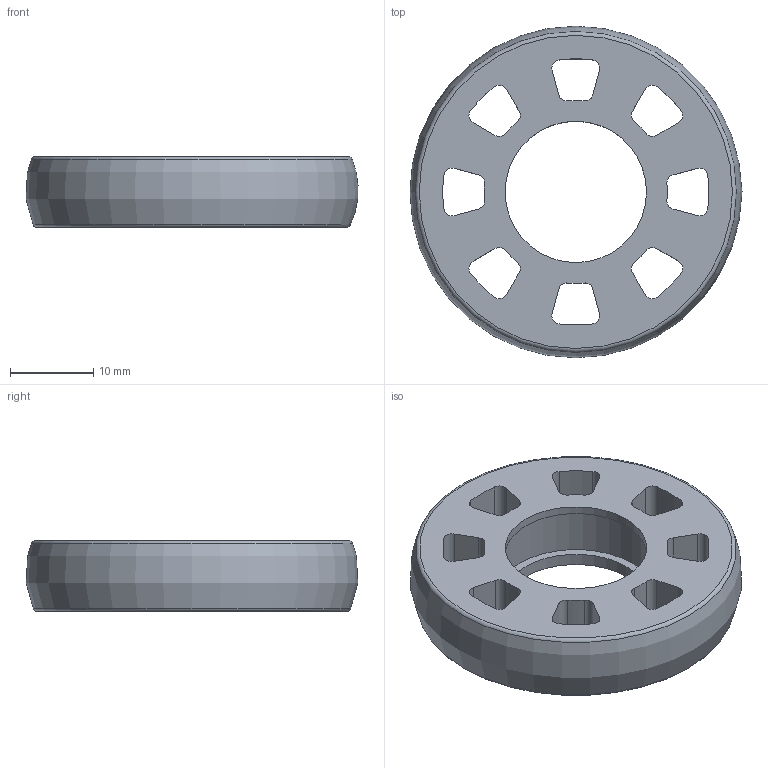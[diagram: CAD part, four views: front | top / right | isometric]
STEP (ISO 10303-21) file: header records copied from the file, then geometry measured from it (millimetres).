
FILE_DESCRIPTION(('FreeCAD Model'),'2;1');
FILE_NAME('RF-Chaussette.step','2015-09-11T22:20:14',('Author'),(''), 'Open CASCADE STEP processor 6.8','FreeCAD','Unknown');
FILE_SCHEMA(('AUTOMOTIVE_DESIGN_CC2 { 1 2 10303 214 -1 1 5 4 }'));
Length unit declared in the file: millimetre
Products named in the file (1): PolarPattern
Bounding box: 39.93 x 39.88 x 8.5 mm (x, y, z)
Volume: 6441 mm3; surface area: 4358.1 mm2
Topology: 1 solids, 1 shells, 74 faces, 208 edges, 138 vertices
Faces by surface type: cylinder 51, plane 20, torus 2, revolution 1
Full cylindrical faces by diameter (mm): 17 x2, 19 x1
Entity records: 5466 total; most frequent: CARTESIAN_POINT 1446, DIRECTION 756, ORIENTED_EDGE 416, PCURVE 416, DEFINITIONAL_REPRESENTATION 416, LINE 379, VECTOR 379, EDGE_CURVE 208
